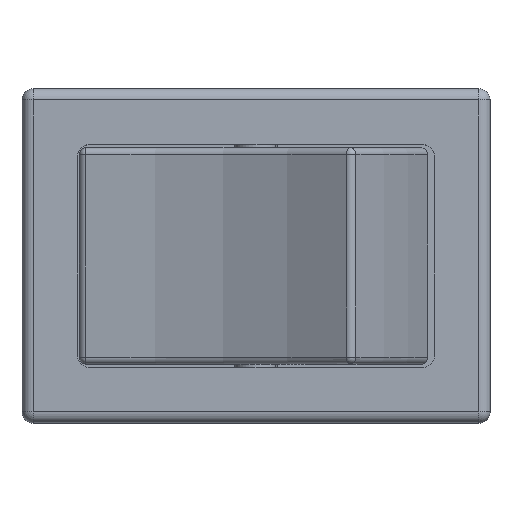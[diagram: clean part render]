
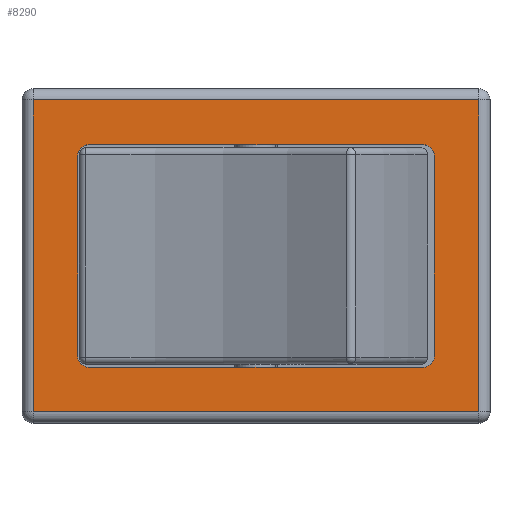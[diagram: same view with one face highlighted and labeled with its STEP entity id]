
A CAD part, top view. The second image highlights one B-rep face of the part: STEP entity #8290.
In plain terms, the highlighted planar face has unit normal (0, 0, 1).
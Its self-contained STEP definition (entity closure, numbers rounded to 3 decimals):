
#227=FACE_BOUND('',#1394,.T.);
#511=PLANE('',#8763);
#923=FACE_OUTER_BOUND('',#1393,.T.);
#1393=EDGE_LOOP('',(#7522,#7523,#7524,#7525));
#1394=EDGE_LOOP('',(#7526,#7527,#7528,#7529,#7530,#7531,#7532,#7533));
#1786=LINE('',#11984,#2764);
#1790=LINE('',#11998,#2768);
#1794=LINE('',#12010,#2772);
#2329=LINE('',#13619,#3307);
#2330=LINE('',#13625,#3308);
#2332=LINE('',#13633,#3310);
#2334=LINE('',#13641,#3312);
#2336=LINE('',#13650,#3314);
#2764=VECTOR('',#9476,10.);
#2768=VECTOR('',#9490,10.);
#2772=VECTOR('',#9502,10.);
#3307=VECTOR('',#10443,10.);
#3308=VECTOR('',#10448,10.);
#3310=VECTOR('',#10456,10.);
#3312=VECTOR('',#10464,10.);
#3314=VECTOR('',#10476,10.);
#3469=CIRCLE('',#8525,0.5);
#3472=CIRCLE('',#8530,0.5);
#3474=CIRCLE('',#8534,0.5);
#3477=CIRCLE('',#8539,0.5);
#3822=VERTEX_POINT('',#11974);
#3823=VERTEX_POINT('',#11976);
#3825=VERTEX_POINT('',#11982);
#3828=VERTEX_POINT('',#11990);
#3830=VERTEX_POINT('',#11996);
#3832=VERTEX_POINT('',#12002);
#3834=VERTEX_POINT('',#12008);
#3837=VERTEX_POINT('',#12016);
#4221=VERTEX_POINT('',#13622);
#4222=VERTEX_POINT('',#13624);
#4225=VERTEX_POINT('',#13632);
#4228=VERTEX_POINT('',#13640);
#4718=EDGE_CURVE('',#3822,#3823,#3469,.T.);
#4722=EDGE_CURVE('',#3822,#3825,#1786,.T.);
#4726=EDGE_CURVE('',#3828,#3825,#3472,.T.);
#4729=EDGE_CURVE('',#3828,#3830,#1790,.T.);
#4732=EDGE_CURVE('',#3832,#3830,#3474,.T.);
#4735=EDGE_CURVE('',#3832,#3834,#1794,.T.);
#4739=EDGE_CURVE('',#3837,#3834,#3477,.T.);
#5331=EDGE_CURVE('',#3837,#3823,#2329,.T.);
#5333=EDGE_CURVE('',#4221,#4222,#2330,.T.);
#5337=EDGE_CURVE('',#4222,#4225,#2332,.T.);
#5341=EDGE_CURVE('',#4225,#4228,#2334,.T.);
#5346=EDGE_CURVE('',#4228,#4221,#2336,.T.);
#7522=ORIENTED_EDGE('',*,*,#5333,.F.);
#7523=ORIENTED_EDGE('',*,*,#5346,.F.);
#7524=ORIENTED_EDGE('',*,*,#5341,.F.);
#7525=ORIENTED_EDGE('',*,*,#5337,.F.);
#7526=ORIENTED_EDGE('',*,*,#4735,.T.);
#7527=ORIENTED_EDGE('',*,*,#4739,.F.);
#7528=ORIENTED_EDGE('',*,*,#5331,.T.);
#7529=ORIENTED_EDGE('',*,*,#4718,.F.);
#7530=ORIENTED_EDGE('',*,*,#4722,.T.);
#7531=ORIENTED_EDGE('',*,*,#4726,.F.);
#7532=ORIENTED_EDGE('',*,*,#4729,.T.);
#7533=ORIENTED_EDGE('',*,*,#4732,.F.);
#8290=ADVANCED_FACE('',(#923,#227),#511,.T.);
#8525=AXIS2_PLACEMENT_3D('',#11977,#9469,#9470);
#8530=AXIS2_PLACEMENT_3D('',#11992,#9484,#9485);
#8534=AXIS2_PLACEMENT_3D('',#12004,#9496,#9497);
#8539=AXIS2_PLACEMENT_3D('',#12018,#9510,#9511);
#8763=AXIS2_PLACEMENT_3D('',#13669,#10505,#10506);
#9469=DIRECTION('center_axis',(0.,0.,
1.));
#9470=DIRECTION('ref_axis',(0.707,-0.707,0.));
#9476=DIRECTION('',(-1.,0.,0.));
#9484=DIRECTION('center_axis',(0.,0.,
1.));
#9485=DIRECTION('ref_axis',(-0.707,-0.707,0.));
#9490=DIRECTION('',(0.,1.,0.));
#9496=DIRECTION('center_axis',(0.,0.,
1.));
#9497=DIRECTION('ref_axis',(-0.707,0.707,0.));
#9502=DIRECTION('',(1.,0.,0.));
#9510=DIRECTION('center_axis',(0.,0.,
1.));
#9511=DIRECTION('ref_axis',(0.707,0.707,0.));
#10443=DIRECTION('',(0.,-1.,0.));
#10448=DIRECTION('',(-1.,0.,0.));
#10456=DIRECTION('',(0.,1.,0.));
#10464=DIRECTION('',(1.,0.,0.));
#10476=DIRECTION('',(0.,-1.,0.));
#10505=DIRECTION('center_axis',(0.,0.,
1.));
#10506=DIRECTION('ref_axis',(1.,0.,0.));
#11974=CARTESIAN_POINT('',(7.5,-5.,14.3));
#11976=CARTESIAN_POINT('',(8.,-4.5,14.3));
#11977=CARTESIAN_POINT('Origin',(7.5,-4.5,14.3));
#11982=CARTESIAN_POINT('',(-7.5,-5.,14.3));
#11984=CARTESIAN_POINT('',(-4.,-5.,14.3));
#11990=CARTESIAN_POINT('',(-8.,-4.5,14.3));
#11992=CARTESIAN_POINT('Origin',(-7.5,-4.5,14.3));
#11996=CARTESIAN_POINT('',(-8.,4.5,14.3));
#11998=CARTESIAN_POINT('',(-8.,2.25,14.3));
#12002=CARTESIAN_POINT('',(-7.5,5.,14.3));
#12004=CARTESIAN_POINT('Origin',(-7.5,4.5,14.3));
#12008=CARTESIAN_POINT('',(7.5,5.,14.3));
#12010=CARTESIAN_POINT('',(0.,5.,14.3));
#12016=CARTESIAN_POINT('',(8.,4.5,14.3));
#12018=CARTESIAN_POINT('Origin',(7.5,4.5,14.3));
#13619=CARTESIAN_POINT('',(8.,2.25,14.3));
#13622=CARTESIAN_POINT('',(10.,-7.,14.3));
#13624=CARTESIAN_POINT('',(-10.,-7.,14.3));
#13625=CARTESIAN_POINT('',(5.,-7.,14.3));
#13632=CARTESIAN_POINT('',(-10.,7.,14.3));
#13633=CARTESIAN_POINT('',(-10.,-3.5,14.3));
#13640=CARTESIAN_POINT('',(10.,7.,14.3));
#13641=CARTESIAN_POINT('',(-5.,7.,14.3));
#13650=CARTESIAN_POINT('',(10.,3.5,14.3));
#13669=CARTESIAN_POINT('Origin',(0.,0.,14.3));
